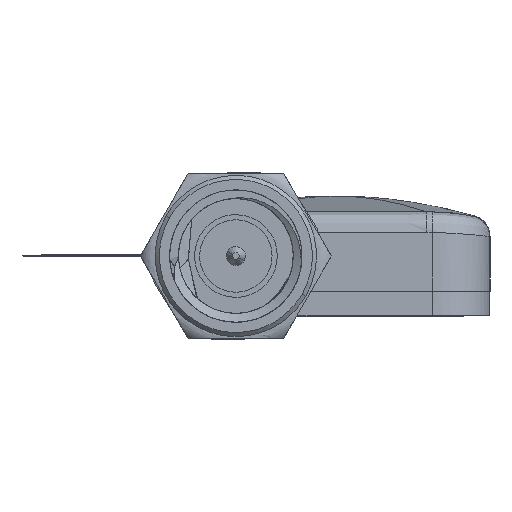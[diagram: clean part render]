
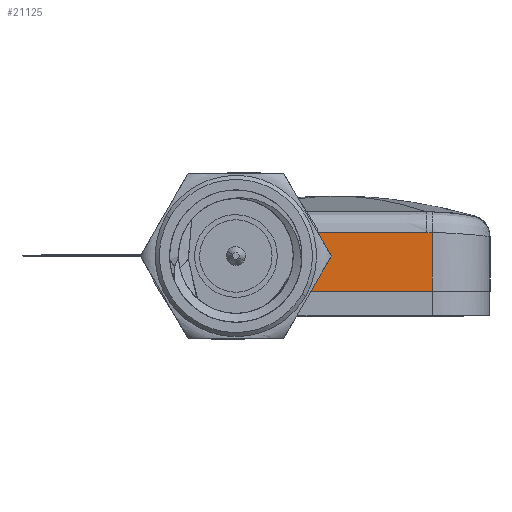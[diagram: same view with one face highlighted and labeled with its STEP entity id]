
A CAD part, front view. The second image highlights one B-rep face of the part: STEP entity #21125.
In plain terms, the highlighted planar face has unit normal (0, -1, 0).
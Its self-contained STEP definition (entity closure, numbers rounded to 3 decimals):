
#404 = CARTESIAN_POINT ( 'NONE',  ( -58.434, -60.689, 105.4 ) ) ;
#424 = EDGE_CURVE ( 'NONE', #16912, #21552, #17118, .T. ) ;
#789 = CARTESIAN_POINT ( 'NONE',  ( -56.878, -60.689, 106.836 ) ) ;
#864 = CARTESIAN_POINT ( 'NONE',  ( -51.785, -60.689, 106.836 ) ) ;
#937 = CARTESIAN_POINT ( 'NONE',  ( -55.327, -60.689, 106.836 ) ) ;
#1019 = CARTESIAN_POINT ( 'NONE',  ( -55.991, -60.689, 106.836 ) ) ;
#1091 = CARTESIAN_POINT ( 'NONE',  ( -58.575, -60.689, 106.836 ) ) ;
#1714 = EDGE_CURVE ( 'NONE', #21552, #15372, #7752, .T. ) ;
#2441 = CARTESIAN_POINT ( 'NONE',  ( -58.434, -60.689, 104. ) ) ;
#2538 = CARTESIAN_POINT ( 'NONE',  ( -55.217, -60.689, 106.836 ) ) ;
#2695 = CARTESIAN_POINT ( 'NONE',  ( -55.279, -60.689, 106.836 ) ) ;
#2774 = CARTESIAN_POINT ( 'NONE',  ( -52.898, -60.689, 106.836 ) ) ;
#3766 = B_SPLINE_CURVE_WITH_KNOTS ( 'NONE', 3,
 ( #4367, #11364, #1091, #13196, #7815, #18154, #6002, #14914, #5933, #11216, #6229, #6151, #7886, #4600, #13116, #17998, #789, #18316, #1019, #19757, #21487, #14832, #937, #2695, #2538, #7968, #9474, #14611, #14683, #18234, #14758, #4443, #20070, #4288, #2774, #9397, #21719, #4529, #11145, #9711, #11446, #12873, #16322, #18079, #19836, #9555, #21569, #864 ),
 .UNSPECIFIED., .F., .F.,
 ( 4, 2, 2, 2, 2, 1, 2, 2, 2, 2, 2, 2, 2, 2, 2, 2, 2, 2, 1, 2, 2, 2, 2, 2, 4 ),
 ( 0., 0.062, 0.074, 0.086, 0.099, 0.133, 0.167, 0.201, 0.235, 0.372, 0.474, 0.493, 0.513, 0.519, 0.526, 0.643, 0.761, 0.831, 0.866, 0.901, 0.914, 0.926, 0.938, 0.98, 1. ),
 .UNSPECIFIED. ) ;
#4288 = CARTESIAN_POINT ( 'NONE',  ( -53.148, -60.689, 106.836 ) ) ;
#4367 = CARTESIAN_POINT ( 'NONE',  ( -58.866, -60.689, 106.836 ) ) ;
#4443 = CARTESIAN_POINT ( 'NONE',  ( -53.758, -60.689, 106.836 ) ) ;
#4529 = CARTESIAN_POINT ( 'NONE',  ( -52.454, -60.689, 106.836 ) ) ;
#4600 = CARTESIAN_POINT ( 'NONE',  ( -57.523, -60.689, 106.836 ) ) ;
#5009 = CARTESIAN_POINT ( 'NONE',  ( -51.534, -60.689, 104. ) ) ;
#5628 = CARTESIAN_POINT ( 'NONE',  ( -58.434, -60.689, 104.467 ) ) ;
#5769 = CARTESIAN_POINT ( 'NONE',  ( -56.134, -60.689, 104. ) ) ;
#5933 = CARTESIAN_POINT ( 'NONE',  ( -58.197, -60.689, 106.836 ) ) ;
#6002 = CARTESIAN_POINT ( 'NONE',  ( -58.284, -60.689, 106.836 ) ) ;
#6151 = CARTESIAN_POINT ( 'NONE',  ( -57.765, -60.689, 106.836 ) ) ;
#6229 = CARTESIAN_POINT ( 'NONE',  ( -57.926, -60.689, 106.836 ) ) ;
#6573 = CARTESIAN_POINT ( 'NONE',  ( -58.586, -60.689, 106.413 ) ) ;
#7345 = CARTESIAN_POINT ( 'NONE',  ( -58.434, -60.689, 104.933 ) ) ;
#7752 = B_SPLINE_CURVE_WITH_KNOTS ( 'NONE', 3,
 ( #2441, #5769, #14517, #17830 ),
 .UNSPECIFIED., .F., .F.,
 ( 4, 4 ),
 ( 0., 1. ),
 .UNSPECIFIED. ) ;
#7815 = CARTESIAN_POINT ( 'NONE',  ( -58.371, -60.689, 106.836 ) ) ;
#7886 = CARTESIAN_POINT ( 'NONE',  ( -57.604, -60.689, 106.836 ) ) ;
#7968 = CARTESIAN_POINT ( 'NONE',  ( -55.202, -60.689, 106.836 ) ) ;
#8009 = EDGE_LOOP ( 'NONE', ( #18573, #17161, #20896, #21587, #16394, #20535 ) ) ;
#9397 = CARTESIAN_POINT ( 'NONE',  ( -52.732, -60.689, 106.836 ) ) ;
#9451 = DIRECTION ( 'NONE',  ( -1., 0., 0. ) ) ;
#9474 = CARTESIAN_POINT ( 'NONE',  ( -55.173, -60.689, 106.836 ) ) ;
#9555 = CARTESIAN_POINT ( 'NONE',  ( -51.877, -60.689, 106.836 ) ) ;
#9711 = CARTESIAN_POINT ( 'NONE',  ( -52.366, -60.689, 106.836 ) ) ;
#9756 = CARTESIAN_POINT ( 'NONE',  ( -58.434, -60.689, 105.4 ) ) ;
#9813 = VERTEX_POINT ( 'NONE', #14228 ) ;
#10975 = CARTESIAN_POINT ( 'NONE',  ( -48.734, -60.689, 104.3 ) ) ;
#11145 = CARTESIAN_POINT ( 'NONE',  ( -52.424, -60.689, 106.836 ) ) ;
#11216 = CARTESIAN_POINT ( 'NONE',  ( -58.087, -60.689, 106.836 ) ) ;
#11248 = EDGE_CURVE ( 'NONE', #9813, #22384, #15809, .T. ) ;
#11364 = CARTESIAN_POINT ( 'NONE',  ( -58.72, -60.689, 106.836 ) ) ;
#11441 = AXIS2_PLACEMENT_3D ( 'NONE', #10975, #21389, #9451 ) ;
#11446 = CARTESIAN_POINT ( 'NONE',  ( -52.337, -60.689, 106.836 ) ) ;
#11860 = CARTESIAN_POINT ( 'NONE',  ( -51.534, -60.689, 104.944 ) ) ;
#12873 = CARTESIAN_POINT ( 'NONE',  ( -52.279, -60.689, 106.836 ) ) ;
#13116 = CARTESIAN_POINT ( 'NONE',  ( -57.362, -60.689, 106.836 ) ) ;
#13196 = CARTESIAN_POINT ( 'NONE',  ( -58.4, -60.689, 106.836 ) ) ;
#13451 = EDGE_CURVE ( 'NONE', #15372, #9813, #22262, .T. ) ;
#13588 = CARTESIAN_POINT ( 'NONE',  ( -51.785, -60.689, 106.836 ) ) ;
#13732 = B_SPLINE_CURVE_WITH_KNOTS ( 'NONE', 3,
 ( #9756, #16675, #6573, #18874 ),
 .UNSPECIFIED., .F., .F.,
 ( 4, 4 ),
 ( 0., 1. ),
 .UNSPECIFIED. ) ;
#13948 = CARTESIAN_POINT ( 'NONE',  ( -58.434, -60.689, 104. ) ) ;
#14228 = CARTESIAN_POINT ( 'NONE',  ( -51.534, -60.689, 106.832 ) ) ;
#14367 = CARTESIAN_POINT ( 'NONE',  ( -58.434, -60.689, 105.4 ) ) ;
#14517 = CARTESIAN_POINT ( 'NONE',  ( -53.834, -60.689, 104. ) ) ;
#14611 = CARTESIAN_POINT ( 'NONE',  ( -55.159, -60.689, 106.836 ) ) ;
#14683 = CARTESIAN_POINT ( 'NONE',  ( -54.867, -60.689, 106.836 ) ) ;
#14758 = CARTESIAN_POINT ( 'NONE',  ( -54.035, -60.689, 106.836 ) ) ;
#14832 = CARTESIAN_POINT ( 'NONE',  ( -55.419, -60.689, 106.836 ) ) ;
#14914 = CARTESIAN_POINT ( 'NONE',  ( -58.226, -60.689, 106.836 ) ) ;
#15029 = CARTESIAN_POINT ( 'NONE',  ( -58.866, -60.689, 106.836 ) ) ;
#15372 = VERTEX_POINT ( 'NONE', #19624 ) ;
#15739 = CARTESIAN_POINT ( 'NONE',  ( -51.617, -60.689, 106.835 ) ) ;
#15809 = B_SPLINE_CURVE_WITH_KNOTS ( 'NONE', 3,
 ( #18717, #15739, #17550, #13588 ),
 .UNSPECIFIED., .F., .F.,
 ( 4, 4 ),
 ( 0., 1. ),
 .UNSPECIFIED. ) ;
#16222 = VERTEX_POINT ( 'NONE', #15029 ) ;
#16322 = CARTESIAN_POINT ( 'NONE',  ( -52.25, -60.689, 106.836 ) ) ;
#16394 = ORIENTED_EDGE ( 'NONE', *, *, #11248, .T. ) ;
#16675 = CARTESIAN_POINT ( 'NONE',  ( -58.434, -60.689, 105.907 ) ) ;
#16912 = VERTEX_POINT ( 'NONE', #14367 ) ;
#17051 = CARTESIAN_POINT ( 'NONE',  ( -51.534, -60.689, 105.888 ) ) ;
#17118 = B_SPLINE_CURVE_WITH_KNOTS ( 'NONE', 3,
 ( #404, #7345, #5628, #19439 ),
 .UNSPECIFIED., .F., .F.,
 ( 4, 4 ),
 ( 0., 1. ),
 .UNSPECIFIED. ) ;
#17161 = ORIENTED_EDGE ( 'NONE', *, *, #424, .T. ) ;
#17550 = CARTESIAN_POINT ( 'NONE',  ( -51.7, -60.689, 106.836 ) ) ;
#17830 = CARTESIAN_POINT ( 'NONE',  ( -51.534, -60.689, 104. ) ) ;
#17946 = EDGE_CURVE ( 'NONE', #16912, #16222, #13732, .T. ) ;
#17953 = FACE_OUTER_BOUND ( 'NONE', #8009, .T. ) ;
#17998 = CARTESIAN_POINT ( 'NONE',  ( -57.281, -60.689, 106.836 ) ) ;
#18054 = PLANE ( 'NONE',  #11441 ) ;
#18079 = CARTESIAN_POINT ( 'NONE',  ( -52.122, -60.689, 106.836 ) ) ;
#18154 = CARTESIAN_POINT ( 'NONE',  ( -58.313, -60.689, 106.836 ) ) ;
#18234 = CARTESIAN_POINT ( 'NONE',  ( -54.59, -60.689, 106.836 ) ) ;
#18316 = CARTESIAN_POINT ( 'NONE',  ( -56.556, -60.689, 106.836 ) ) ;
#18573 = ORIENTED_EDGE ( 'NONE', *, *, #17946, .F. ) ;
#18717 = CARTESIAN_POINT ( 'NONE',  ( -51.534, -60.689, 106.832 ) ) ;
#18794 = EDGE_CURVE ( 'NONE', #16222, #22384, #3766, .T. ) ;
#18874 = CARTESIAN_POINT ( 'NONE',  ( -58.866, -60.689, 106.836 ) ) ;
#19439 = CARTESIAN_POINT ( 'NONE',  ( -58.434, -60.689, 104. ) ) ;
#19624 = CARTESIAN_POINT ( 'NONE',  ( -51.534, -60.689, 104. ) ) ;
#19757 = CARTESIAN_POINT ( 'NONE',  ( -55.749, -60.689, 106.836 ) ) ;
#19836 = CARTESIAN_POINT ( 'NONE',  ( -52.022, -60.689, 106.836 ) ) ;
#20070 = CARTESIAN_POINT ( 'NONE',  ( -53.314, -60.689, 106.836 ) ) ;
#20535 = ORIENTED_EDGE ( 'NONE', *, *, #18794, .F. ) ;
#20896 = ORIENTED_EDGE ( 'NONE', *, *, #1714, .T. ) ;
#21125 = ADVANCED_FACE ( 'NONE', ( #17953 ), #18054, .T. ) ;
#21245 = CARTESIAN_POINT ( 'NONE',  ( -51.785, -60.689, 106.836 ) ) ;
#21389 = DIRECTION ( 'NONE',  ( 0., -1., 0. ) ) ;
#21487 = CARTESIAN_POINT ( 'NONE',  ( -55.462, -60.689, 106.836 ) ) ;
#21552 = VERTEX_POINT ( 'NONE', #13948 ) ;
#21569 = CARTESIAN_POINT ( 'NONE',  ( -51.831, -60.689, 106.836 ) ) ;
#21587 = ORIENTED_EDGE ( 'NONE', *, *, #13451, .T. ) ;
#21719 = CARTESIAN_POINT ( 'NONE',  ( -52.566, -60.689, 106.836 ) ) ;
#22262 = B_SPLINE_CURVE_WITH_KNOTS ( 'NONE', 3,
 ( #5009, #11860, #17051, #22369 ),
 .UNSPECIFIED., .F., .F.,
 ( 4, 4 ),
 ( 0., 1. ),
 .UNSPECIFIED. ) ;
#22369 = CARTESIAN_POINT ( 'NONE',  ( -51.534, -60.689, 106.832 ) ) ;
#22384 = VERTEX_POINT ( 'NONE', #21245 ) ;
